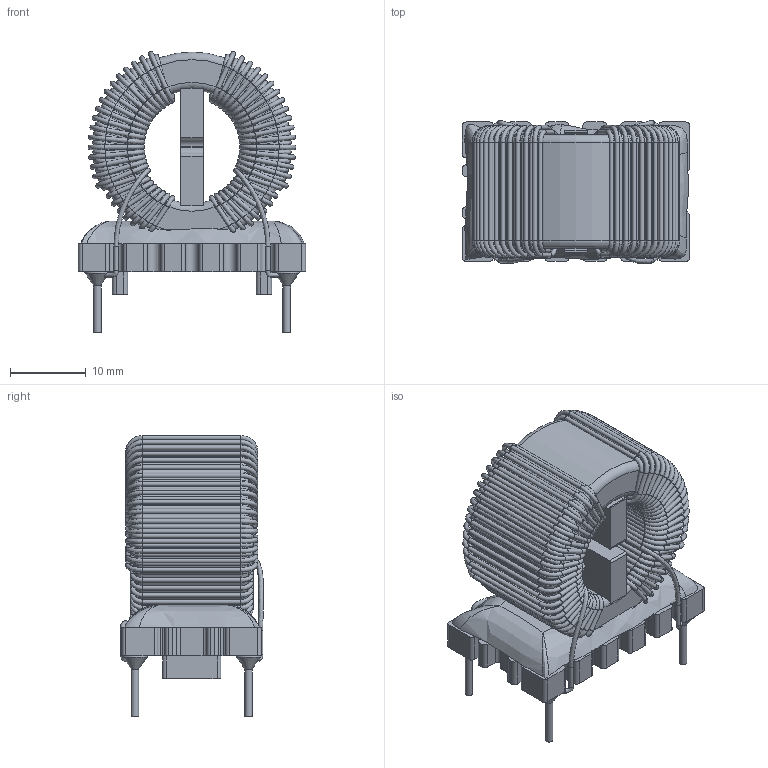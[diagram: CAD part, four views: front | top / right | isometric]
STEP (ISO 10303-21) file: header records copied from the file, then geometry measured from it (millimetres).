
FILE_DESCRIPTION(/* description */ ('Unknown'),/* implementation_level */ '2;1');
FILE_NAME(/* name */ '744825320_XL',/* time_stamp */ '2023-06-13T13:52:57+02:00',/* author */ ('Unknown'),/* organization */ ('Unknown'),/* preprocessor_version */ 'ST-DEVELOPER v16.7',/* originating_system */ 'Solid Edge',/* authorisation */ 'Unknown');
FILE_SCHEMA (('AUTOMOTIVE_DESIGN {1 0 10303 214 3 1 1}'));
Length unit declared in the file: millimetre
Products named in the file (6): 744825320_XL; 744825320; Spacer; Glue; Solderpoint; Base
Assembly tree (5 placements, depth 2):
  744825320_XL
    744825320
    Spacer
    Glue
    Solderpoint
    Base
Bounding box: 30 x 18.88 x 37.07 mm (x, y, z)
Volume: 9048.2 mm3; surface area: 13194.4 mm2
Topology: 10 solids, 10 shells, 959 faces, 2099 edges, 1163 vertices
Faces by surface type: cylinder 435, bspline 202, torus 186, plane 131, cone 5
Full cylindrical faces by diameter (mm): 0.6 x356, 1 x4, 15 x1, 25 x1
Entity records: 66757 total; most frequent: CARTESIAN_POINT 42941, DIRECTION 3670, ORIENTED_EDGE 2664, EDGE_LOOP 1710, FACE_BOUND 1710, AXIS2_PLACEMENT_3D 1658, EDGE_CURVE 1332, VERTEX_POINT 1132
